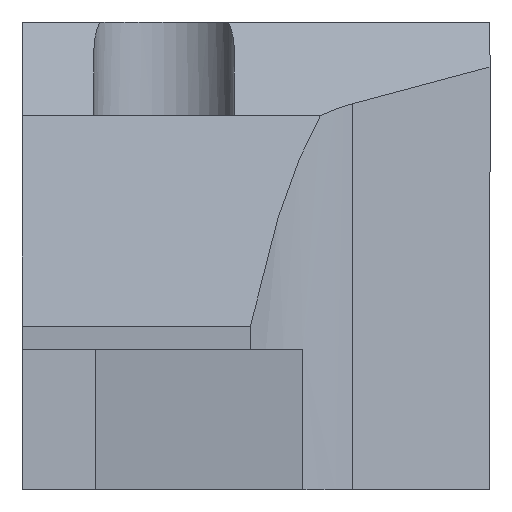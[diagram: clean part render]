
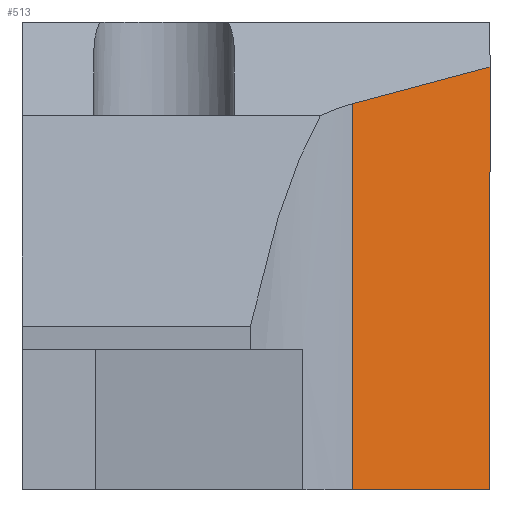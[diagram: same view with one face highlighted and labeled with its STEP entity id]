
A CAD part, left-side view. The second image highlights one B-rep face of the part: STEP entity #513.
In plain terms, the highlighted planar face has unit normal (-0.966, -0.259, 0).
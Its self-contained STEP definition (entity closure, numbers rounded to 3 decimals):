
#18 = VECTOR ( 'NONE', #1236, 1000. ) ;
#48 = PLANE ( 'NONE',  #600 ) ;
#59 = FACE_OUTER_BOUND ( 'NONE', #716, .T. ) ;
#128 = CARTESIAN_POINT ( 'NONE',  ( -92.756, 0., -5. ) ) ;
#169 = VERTEX_POINT ( 'NONE', #748 ) ;
#224 = EDGE_CURVE ( 'NONE', #169, #529, #1030, .T. ) ;
#229 = EDGE_CURVE ( 'NONE', #891, #529, #493, .T. ) ;
#263 = VECTOR ( 'NONE', #1340, 1000. ) ;
#292 = DIRECTION ( 'NONE',  ( 0.259, -0.966, 0. ) ) ;
#493 = LINE ( 'NONE', #1619, #18 ) ;
#498 = LINE ( 'NONE', #853, #263 ) ;
#513 = ADVANCED_FACE ( 'NONE', ( #59 ), #48, .T. ) ;
#529 = VERTEX_POINT ( 'NONE', #1556 ) ;
#533 = CARTESIAN_POINT ( 'NONE',  ( -85.816, -25.9, 10.978 ) ) ;
#563 = DIRECTION ( 'NONE',  ( -0.966, -0.259, 0. ) ) ;
#600 = AXIS2_PLACEMENT_3D ( 'NONE', #1563, #563, #292 ) ;
#611 = VECTOR ( 'NONE', #837, 1000. ) ;
#716 = EDGE_LOOP ( 'NONE', ( #740, #1465, #1061, #1577 ) ) ;
#740 = ORIENTED_EDGE ( 'NONE', *, *, #1105, .T. ) ;
#748 = CARTESIAN_POINT ( 'NONE',  ( -92.756, 0., 4.039 ) ) ;
#837 = DIRECTION ( 'NONE',  ( 0., 0., -1. ) ) ;
#853 = CARTESIAN_POINT ( 'NONE',  ( -93.541, 2.933, 126.309 ) ) ;
#891 = VERTEX_POINT ( 'NONE', #1052 ) ;
#1030 = LINE ( 'NONE', #128, #611 ) ;
#1052 = CARTESIAN_POINT ( 'NONE',  ( -93.541, 2.933, -5. ) ) ;
#1061 = ORIENTED_EDGE ( 'NONE', *, *, #224, .F. ) ;
#1104 = VECTOR ( 'NONE', #1146, 1000. ) ;
#1105 = EDGE_CURVE ( 'NONE', #1241, #891, #498, .T. ) ;
#1146 = DIRECTION ( 'NONE',  ( 0.251, -0.935, 0.251 ) ) ;
#1156 = CARTESIAN_POINT ( 'NONE',  ( -93.541, 2.933, 3.253 ) ) ;
#1236 = DIRECTION ( 'NONE',  ( 0.259, -0.966, 0. ) ) ;
#1241 = VERTEX_POINT ( 'NONE', #1156 ) ;
#1340 = DIRECTION ( 'NONE',  ( 0., 0., -1. ) ) ;
#1465 = ORIENTED_EDGE ( 'NONE', *, *, #229, .T. ) ;
#1556 = CARTESIAN_POINT ( 'NONE',  ( -92.756, 0., -5. ) ) ;
#1563 = CARTESIAN_POINT ( 'NONE',  ( -93.541, 2.933, 126.309 ) ) ;
#1577 = ORIENTED_EDGE ( 'NONE', *, *, #1601, .F. ) ;
#1601 = EDGE_CURVE ( 'NONE', #1241, #169, #1622, .T. ) ;
#1619 = CARTESIAN_POINT ( 'NONE',  ( -86.542, -23.189, -5. ) ) ;
#1622 = LINE ( 'NONE', #533, #1104 ) ;
